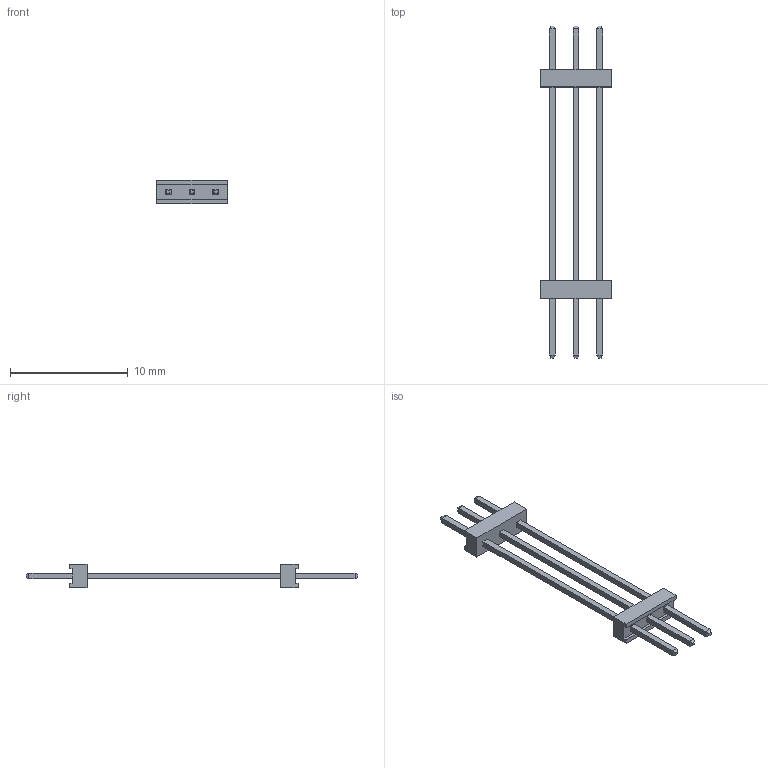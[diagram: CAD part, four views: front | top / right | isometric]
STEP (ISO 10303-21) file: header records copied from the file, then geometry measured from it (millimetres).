
FILE_DESCRIPTION( ( 'STEP AP203' ), '1' );
FILE_NAME( 'TW-03-12-L-S-765-200.stp', '2021-05-11T12:25:42', ( 'License CC BY-ND 4.0' ), ( 'CADENAS' ), ' ', 'PARTsolutions', ' ' );
FILE_SCHEMA( ( 'CONFIG_CONTROL_DESIGN' ) );
Length unit declared in the file: inch
Products named in the file (4): TW-03-12-L-S-765-200; _P3TW-03-12-L-S-765-200; _BB1TW-03-12-L-S-765-200; _TB2TW-03-12-L-S-765-200
Assembly tree (3 placements, depth 2):
  TW-03-12-L-S-765-200
    _P3TW-03-12-L-S-765-200
    _BB1TW-03-12-L-S-765-200
    _TB2TW-03-12-L-S-765-200
Bounding box: 6 x 28.19 x 2 mm (x, y, z)
Volume: 52.7 mm3; surface area: 292.4 mm2
Topology: 3 solids, 3 shells, 100 faces, 252 edges, 160 vertices
Faces by surface type: plane 100
Entity records: 3065 total; most frequent: CARTESIAN_POINT 516, ORIENTED_EDGE 504, DIRECTION 460, EDGE_CURVE 252, LINE 252, VECTOR 252, VERTEX_POINT 160, EDGE_LOOP 114
